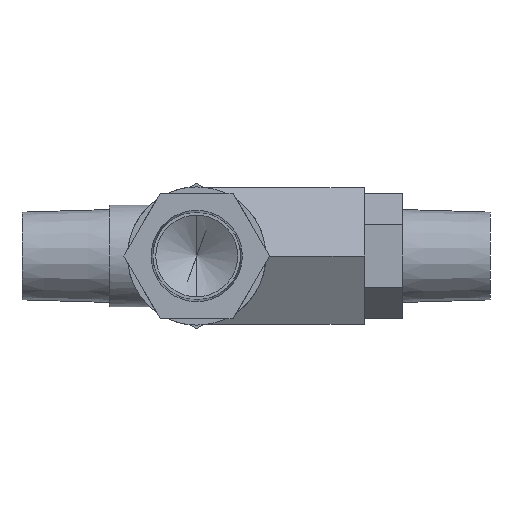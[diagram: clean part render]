
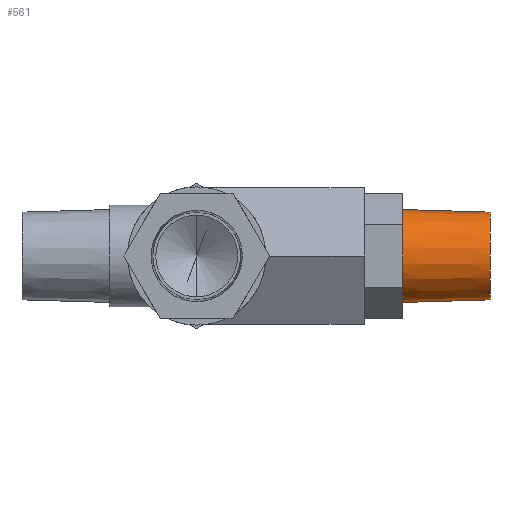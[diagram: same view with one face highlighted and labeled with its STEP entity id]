
A CAD part, front view. The second image highlights one B-rep face of the part: STEP entity #561.
In plain terms, the highlighted conical face has half-angle 1.715 degrees and reference radius 8.11 mm.
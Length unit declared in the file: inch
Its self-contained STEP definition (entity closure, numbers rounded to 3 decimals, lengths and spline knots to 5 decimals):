
#203 = VERTEX_POINT ( 'NONE', #1120 ) ;
#204 = VERTEX_POINT ( 'NONE', #1119 ) ;
#206 = EDGE_CURVE ( 'NONE', #204, #207, #1139, .T. ) ;
#207 = VERTEX_POINT ( 'NONE', #1135 ) ;
#210 = VERTEX_POINT ( 'NONE', #1108 ) ;
#283 = EDGE_CURVE ( 'NONE', #203, #210, #1253, .T. ) ;
#487 = EDGE_CURVE ( 'NONE', #204, #203, #1575, .T. ) ;
#488 = ORIENTED_EDGE ( 'NONE', *, *, #283, .T. ) ;
#517 = EDGE_CURVE ( 'NONE', #210, #207, #1688, .T. ) ;
#532 = ORIENTED_EDGE ( 'NONE', *, *, #206, .F. ) ;
#533 = ORIENTED_EDGE ( 'NONE', *, *, #487, .T. ) ;
#534 = ORIENTED_EDGE ( 'NONE', *, *, #517, .T. ) ;
#561 = ADVANCED_FACE ( 'NONE', ( #1647 ), #1643, .T. ) ;
#562 = EDGE_LOOP ( 'NONE', ( #532, #533, #488, #534 ) ) ;
#1108 = CARTESIAN_POINT ( 'NONE',  ( 1.415, 0., 0.31929 ) ) ;
#1119 = CARTESIAN_POINT ( 'NONE',  ( 2.015, 0., -0.30133 ) ) ;
#1120 = CARTESIAN_POINT ( 'NONE',  ( 2.015, 0., 0.30133 ) ) ;
#1135 = CARTESIAN_POINT ( 'NONE',  ( 1.415, 0., -0.31929 ) ) ;
#1136 = DIRECTION ( 'NONE',  ( -1., 0., -0.03 ) ) ;
#1137 = VECTOR ( 'NONE', #1136, 39.37008 ) ;
#1138 = CARTESIAN_POINT ( 'NONE',  ( 1.415, 0., -0.31929 ) ) ;
#1139 = LINE ( 'NONE', #1138, #1137 ) ;
#1253 = LINE ( 'NONE', #1259, #1258 ) ;
#1257 = DIRECTION ( 'NONE',  ( -1., 0., 0.03 ) ) ;
#1258 = VECTOR ( 'NONE', #1257, 39.37008 ) ;
#1259 = CARTESIAN_POINT ( 'NONE',  ( 1.415, 0., 0.31929 ) ) ;
#1571 = DIRECTION ( 'NONE',  ( 0., 0., 1. ) ) ;
#1572 = DIRECTION ( 'NONE',  ( -1., 0., 0. ) ) ;
#1573 = CARTESIAN_POINT ( 'NONE',  ( 2.015, 0., 0. ) ) ;
#1574 = AXIS2_PLACEMENT_3D ( 'NONE', #1573, #1572, #1571 ) ;
#1575 = CIRCLE ( 'NONE', #1574, 0.30133 ) ;
#1640 = DIRECTION ( 'NONE',  ( 0., 0., 1. ) ) ;
#1641 = DIRECTION ( 'NONE',  ( -1., 0., 0. ) ) ;
#1642 = AXIS2_PLACEMENT_3D ( 'NONE', #1646, #1641, #1640 ) ;
#1643 = CONICAL_SURFACE ( 'NONE', #1642, 0.31929, 0.03 ) ;
#1646 = CARTESIAN_POINT ( 'NONE',  ( 1.415, 0., 0. ) ) ;
#1647 = FACE_OUTER_BOUND ( 'NONE', #562, .T. ) ;
#1685 = DIRECTION ( 'NONE',  ( 0., 0., -1. ) ) ;
#1686 = DIRECTION ( 'NONE',  ( 1., 0., 0. ) ) ;
#1687 = AXIS2_PLACEMENT_3D ( 'NONE', #1746, #1686, #1685 ) ;
#1688 = CIRCLE ( 'NONE', #1687, 0.31929 ) ;
#1746 = CARTESIAN_POINT ( 'NONE',  ( 1.415, 0., 0. ) ) ;
